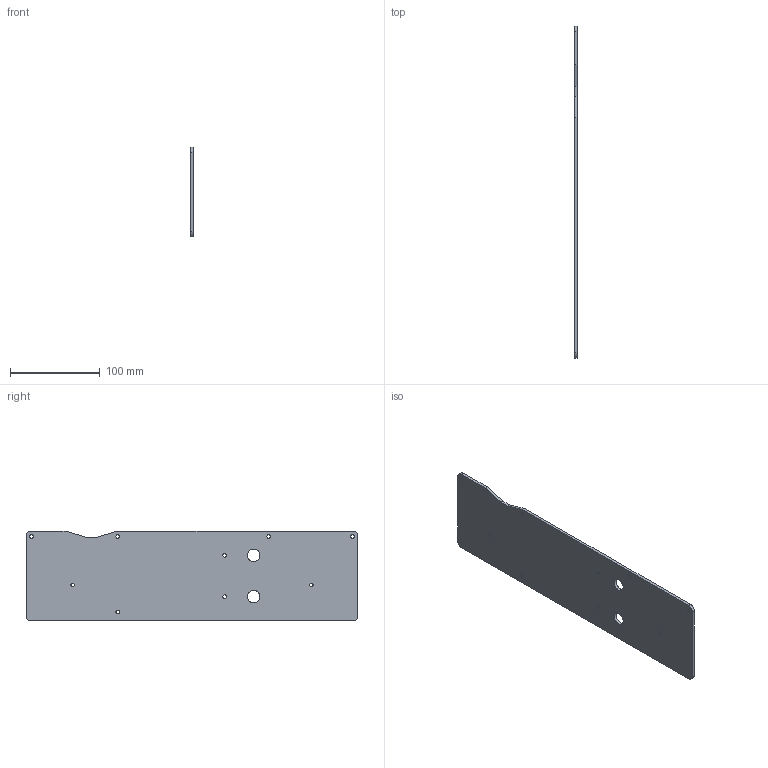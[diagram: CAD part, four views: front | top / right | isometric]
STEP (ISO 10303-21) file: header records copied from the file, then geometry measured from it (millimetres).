
FILE_DESCRIPTION(/* description */ ('STEP AP242','CAx-IF Rec.Pracs.---Representation and Presentation of Product Manufacturing Information (PMI)---4.0---2014-10-13','CAx-IF Rec.Pracs.---3D Tessellated Geometry---0.4---2014-09-14','2;1'),/* implementation_level */ '2;1');
FILE_NAME(/* name */ '6744f4314f88567610508429',/* time_stamp */ '2024-11-25T22:03:30Z',/* author */ (''),/* organization */ (''),/* preprocessor_version */ 'ST-DEVELOPER v20',/* originating_system */ 'ONSHAPE BY PTC INC, 1.190',/* authorisation */ ' ');
FILE_SCHEMA (('AP242_MANAGED_MODEL_BASED_3D_ENGINEERING_MIM_LF { 1 0 10303 442 1 1 4 }'));
Length unit declared in the file: metre
Products named in the file (1): Outer Plate Left
Bounding box: 3.18 x 369.3 x 100 mm (x, y, z)
Volume: 113632.3 mm3; surface area: 76940.4 mm2
Topology: 1 solids, 1 shells, 183 faces, 444 edges, 272 vertices
Faces by surface type: plane 60, cone 56, bspline 49, cylinder 18
Full cylindrical faces by diameter (mm): 4 x9, 14 x2
Entity records: 8310 total; most frequent: CARTESIAN_POINT 4301, ORIENTED_EDGE 764, DIRECTION 566, EDGE_CURVE 382, EDGE_LOOP 261, FACE_BOUND 261, VERTEX_POINT 257, AXIS2_PLACEMENT_3D 250
